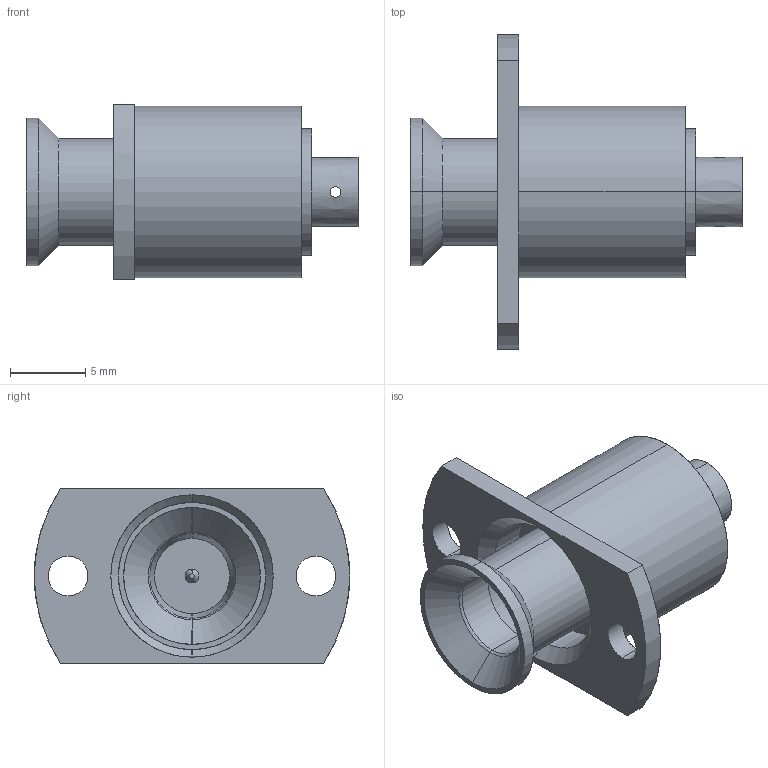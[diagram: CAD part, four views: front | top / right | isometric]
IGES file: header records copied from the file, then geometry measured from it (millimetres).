
Start section: SolidWorks IGES file using analytic representation for surfaces
Global section: file name: R123.141.000.IGS; native system: SolidWorks 2011; preprocessor: SolidWorks 2011; author: gu_g; date: 111221.141034; units: millimetre
Bounding box: 22.1 x 21 x 11.6 mm (x, y, z)
Surface area: 1522.2 mm2 (no closed solid volume)
Topology: 0 solids, 0 shells, 60 faces, 964 edges, 964 vertices
Faces by surface type: revolution 46, bspline 14
